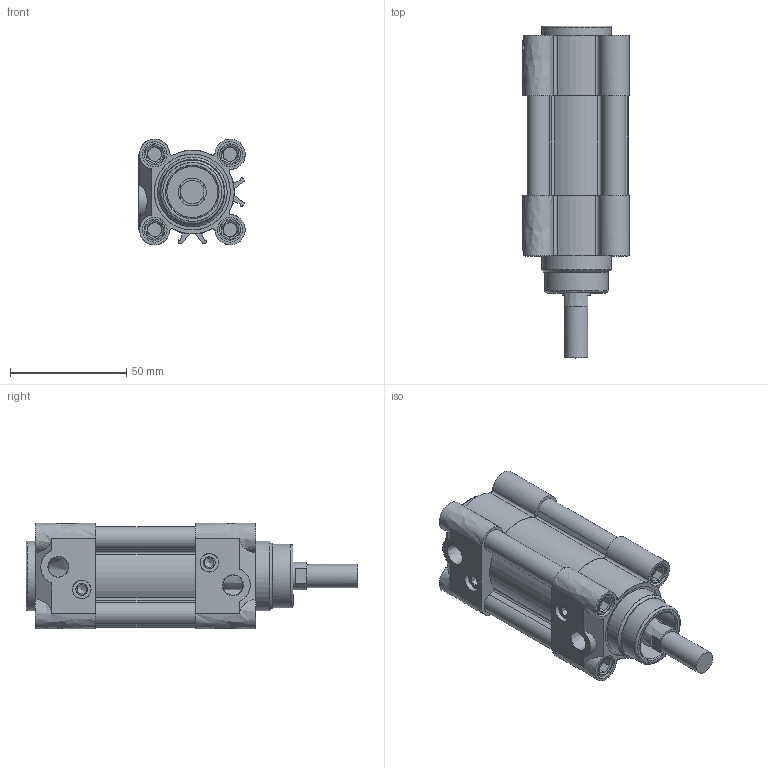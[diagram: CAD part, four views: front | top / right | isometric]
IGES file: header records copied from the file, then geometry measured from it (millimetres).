
Global section: file name: ISO-32; native system: Autodesk Inventor 2015; preprocessor: unknown; author: Wojciech Koczwara; date: 20151201.123602; units: millimetre
Bounding box: 45.8 x 143 x 45.54 mm (x, y, z)
Volume: 150413.3 mm3; surface area: 92883 mm2
Topology: 16 solids, 16 shells, 629 faces, 1511 edges, 988 vertices
Faces by surface type: bspline 629
